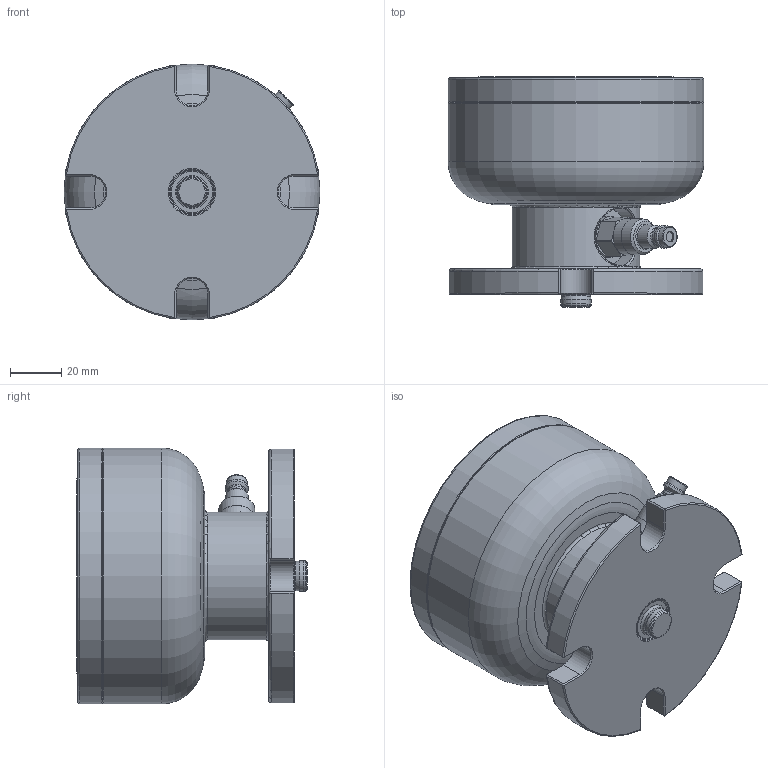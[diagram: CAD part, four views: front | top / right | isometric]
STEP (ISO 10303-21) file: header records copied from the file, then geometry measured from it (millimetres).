
FILE_DESCRIPTION (( 'STEP AP214' ), '1' );
FILE_NAME ('STARK_5000 151_A.STEP', '2020-07-03T10:58:49', ( '' ), ( '' ), 'SwSTEP 2.0', 'SolidWorks 2019', '' );
FILE_SCHEMA (( 'AUTOMOTIVE_DESIGN' ));
Length unit declared in the file: millimetre
Products named in the file (1): STARK_5000 151_A
Bounding box: 100 x 90 x 100 mm (x, y, z)
Volume: 473886.1 mm3; surface area: 53942.3 mm2
Topology: 1 solids, 4 shells, 310 faces, 697 edges, 426 vertices
Faces by surface type: plane 163, cylinder 52, torus 39, cone 32, bspline 24
Full cylindrical faces by diameter (mm): 4.1 x1, 5 x1, 6.6 x1, 8.1 x1, 8.5 x8, 9 x2, 9.001 x8, 9.6 x1, 10.35 x1, 11.5 x3, 11.85 x1, 11.95 x1, 12 x1, 13.95 x1, 14 x1, 16 x1, 22.5 x1, 32 x1, 32.2 x2, 100 x2
Entity records: 11798 total; most frequent: CARTESIAN_POINT 3280, DIRECTION 1248, ORIENTED_EDGE 1142, EDGE_CURVE 571, AXIS2_PLACEMENT_3D 483, EDGE_LOOP 442, VERTEX_POINT 397, FACE_OUTER_BOUND 378
